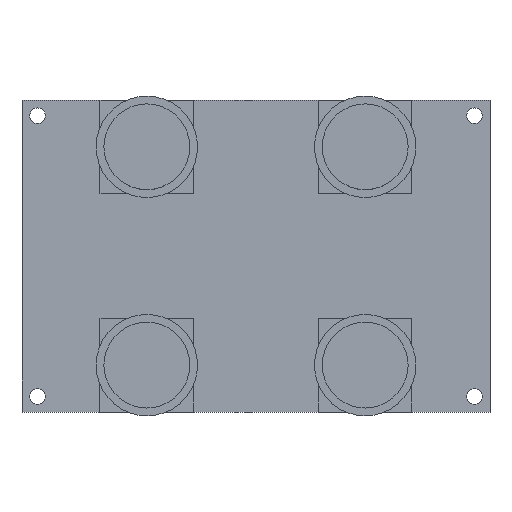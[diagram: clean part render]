
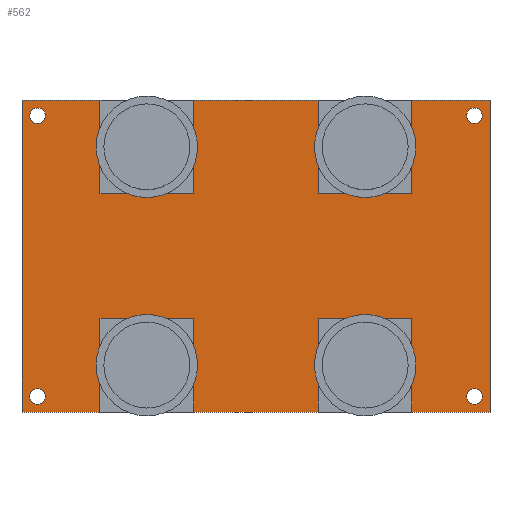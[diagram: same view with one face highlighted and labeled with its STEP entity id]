
A CAD part, top view. The second image highlights one B-rep face of the part: STEP entity #562.
In plain terms, the highlighted planar face has unit normal (0, 0, 1).
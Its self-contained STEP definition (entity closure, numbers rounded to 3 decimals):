
#37=FACE_BOUND('',#128,.T.);
#38=FACE_BOUND('',#129,.T.);
#39=FACE_BOUND('',#130,.T.);
#40=FACE_BOUND('',#131,.T.);
#62=PLANE('',#626);
#93=FACE_OUTER_BOUND('',#127,.T.);
#127=EDGE_LOOP('',(#485,#486,#487,#488));
#128=EDGE_LOOP('',(#489));
#129=EDGE_LOOP('',(#490));
#130=EDGE_LOOP('',(#491));
#131=EDGE_LOOP('',(#492));
#175=LINE('',#904,#229);
#178=LINE('',#910,#232);
#181=LINE('',#916,#235);
#184=LINE('',#920,#238);
#229=VECTOR('',#746,10.);
#232=VECTOR('',#751,10.);
#235=VECTOR('',#756,10.);
#238=VECTOR('',#761,10.);
#259=CIRCLE('',#611,1.);
#261=CIRCLE('',#614,1.);
#263=CIRCLE('',#617,1.);
#265=CIRCLE('',#620,1.);
#291=VERTEX_POINT('',#874);
#293=VERTEX_POINT('',#880);
#295=VERTEX_POINT('',#886);
#297=VERTEX_POINT('',#892);
#301=VERTEX_POINT('',#901);
#302=VERTEX_POINT('',#903);
#304=VERTEX_POINT('',#909);
#306=VERTEX_POINT('',#915);
#349=EDGE_CURVE('',#291,#291,#259,.T.);
#352=EDGE_CURVE('',#293,#293,#261,.T.);
#355=EDGE_CURVE('',#295,#295,#263,.T.);
#358=EDGE_CURVE('',#297,#297,#265,.T.);
#363=EDGE_CURVE('',#302,#301,#175,.T.);
#366=EDGE_CURVE('',#304,#302,#178,.T.);
#369=EDGE_CURVE('',#306,#304,#181,.T.);
#372=EDGE_CURVE('',#301,#306,#184,.T.);
#485=ORIENTED_EDGE('',*,*,#372,.T.);
#486=ORIENTED_EDGE('',*,*,#369,.T.);
#487=ORIENTED_EDGE('',*,*,#366,.T.);
#488=ORIENTED_EDGE('',*,*,#363,.T.);
#489=ORIENTED_EDGE('',*,*,#358,.T.);
#490=ORIENTED_EDGE('',*,*,#355,.T.);
#491=ORIENTED_EDGE('',*,*,#352,.T.);
#492=ORIENTED_EDGE('',*,*,#349,.T.);
#562=ADVANCED_FACE('',(#93,#37,#38,#39,#40),#62,.T.);
#611=AXIS2_PLACEMENT_3D('',#875,#716,#717);
#614=AXIS2_PLACEMENT_3D('',#881,#723,#724);
#617=AXIS2_PLACEMENT_3D('',#887,#730,#731);
#620=AXIS2_PLACEMENT_3D('',#893,#737,#738);
#626=AXIS2_PLACEMENT_3D('',#921,#762,#763);
#716=DIRECTION('center_axis',(0.,0.,-1.));
#717=DIRECTION('ref_axis',(1.,0.,0.));
#723=DIRECTION('center_axis',(0.,0.,-1.));
#724=DIRECTION('ref_axis',(1.,0.,0.));
#730=DIRECTION('center_axis',(0.,0.,-1.));
#731=DIRECTION('ref_axis',(1.,0.,0.));
#737=DIRECTION('center_axis',(0.,0.,-1.));
#738=DIRECTION('ref_axis',(1.,0.,0.));
#746=DIRECTION('',(1.,0.,0.));
#751=DIRECTION('',(0.,-1.,0.));
#756=DIRECTION('',(-1.,0.,0.));
#761=DIRECTION('',(0.,1.,0.));
#762=DIRECTION('center_axis',(0.,0.,1.));
#763=DIRECTION('ref_axis',(1.,0.,0.));
#874=CARTESIAN_POINT('',(-29.,18.,1.6));
#875=CARTESIAN_POINT('Origin',(-28.,18.,1.6));
#880=CARTESIAN_POINT('',(-29.,-18.,1.6));
#881=CARTESIAN_POINT('Origin',(-28.,-18.,1.6));
#886=CARTESIAN_POINT('',(27.,-18.,1.6));
#887=CARTESIAN_POINT('Origin',(28.,-18.,1.6));
#892=CARTESIAN_POINT('',(27.,18.,1.6));
#893=CARTESIAN_POINT('Origin',(28.,18.,1.6));
#901=CARTESIAN_POINT('',(30.,-20.,1.6));
#903=CARTESIAN_POINT('',(-30.,-20.,1.6));
#904=CARTESIAN_POINT('',(-30.,-20.,1.6));
#909=CARTESIAN_POINT('',(-30.,20.,1.6));
#910=CARTESIAN_POINT('',(-30.,20.,1.6));
#915=CARTESIAN_POINT('',(30.,20.,1.6));
#916=CARTESIAN_POINT('',(30.,20.,1.6));
#920=CARTESIAN_POINT('',(30.,-20.,1.6));
#921=CARTESIAN_POINT('Origin',(0.,0.,1.6));
